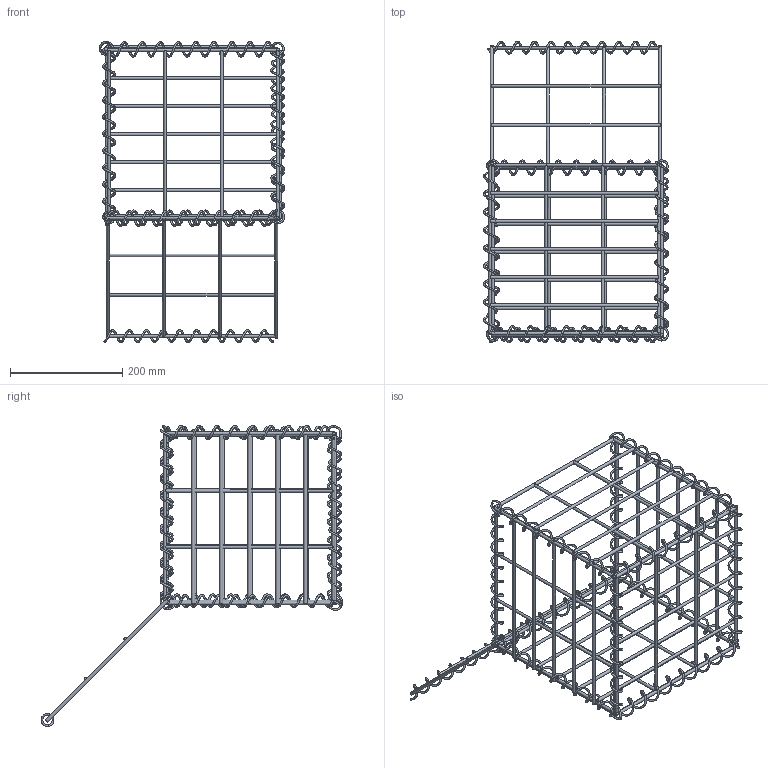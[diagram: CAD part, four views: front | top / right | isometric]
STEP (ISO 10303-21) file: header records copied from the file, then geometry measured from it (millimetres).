
FILE_DESCRIPTION (( 'STEP AP214' ), '1' );
FILE_NAME ('Basket 2.STEP', '2024-11-09T18:35:36', ( '' ), ( '' ), 'SwSTEP 2.0', 'SolidWorks 2022', '' );
FILE_SCHEMA (( 'AUTOMOTIVE_DESIGN' ));
Length unit declared in the file: millimetre
Products named in the file (6): 02Side Wall Basket 3_Default<As Machined>; 3DSketch; Basket 2; spiral; Side Wall Basket 3_Default<As Machined>; Top Door_Default<As Machined>
Assembly tree (12 placements, depth 2):
  3DSketch
  Basket 2
    Side Wall Basket 3_Default<As Machined>  x3
    spiral  x6
    Top Door_Default<As Machined>
    02Side Wall Basket 3_Default<As Machined>  x2
Bounding box: 330.36 x 537.62 x 536.23 mm (x, y, z)
Volume: 509958.5 mm3; surface area: 412430.9 mm2
Topology: 75 solids, 75 shells, 225 faces, 285 edges, 210 vertices
Faces by surface type: cylinder 111, plane 102, bspline 12
Full cylindrical faces by diameter (mm): 5.5 x63
Entity records: 11878 total; most frequent: CARTESIAN_POINT 9948, DIRECTION 306, ORIENTED_EDGE 180, AXIS2_PLACEMENT_3D 153, FACE_OUTER_BOUND 132, EDGE_LOOP 132, ADVANCED_FACE 99, EDGE_CURVE 90
